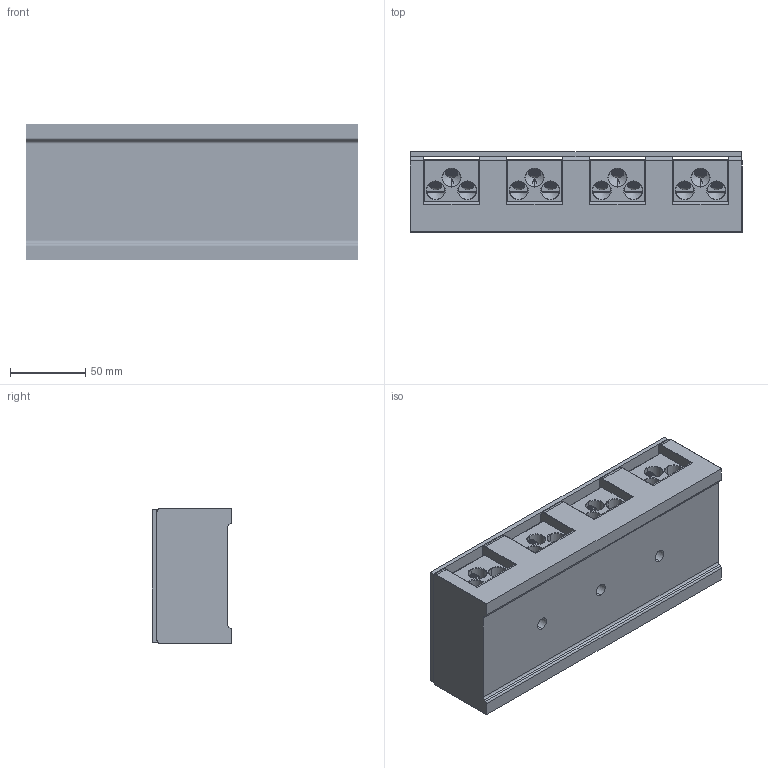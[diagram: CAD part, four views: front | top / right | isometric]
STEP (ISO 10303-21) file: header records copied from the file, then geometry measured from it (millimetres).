
FILE_DESCRIPTION((''),'2;1');
FILE_NAME('UDJ-3004_3_50','2024-07-04T',('dell'),(''),'PRO/ENGINEER BY PARAMETRIC TECHNOLOGY CORPORATION, 2013230','PRO/ENGINEER BY PARAMETRIC TECHNOLOGY CORPORATION, 2013230','');
FILE_SCHEMA(('AUTOMOTIVE_DESIGN { 1 0 10303 214 1 1 1 1 }'));
Products named in the file (1): UDJ-3004_3_50
Bounding box: 220 x 53 x 90 mm (x, y, z)
Volume: 728710.5 mm3; surface area: 182597.3 mm2
Topology: 5 solids, 29 shells, 2371 faces, 6799 edges, 4365 vertices
Faces by surface type: plane 1235, cylinder 622, bspline 288, cone 148, sphere 40, torus 36, extrusion 2
Entity records: 123933 total; most frequent: CARTESIAN_POINT 65327, ORIENTED_EDGE 13438, DIRECTION 10322, EDGE_CURVE 6719, VERTEX_POINT 4365, VECTOR 4004, LINE 4002, AXIS2_PLACEMENT_3D 3159
